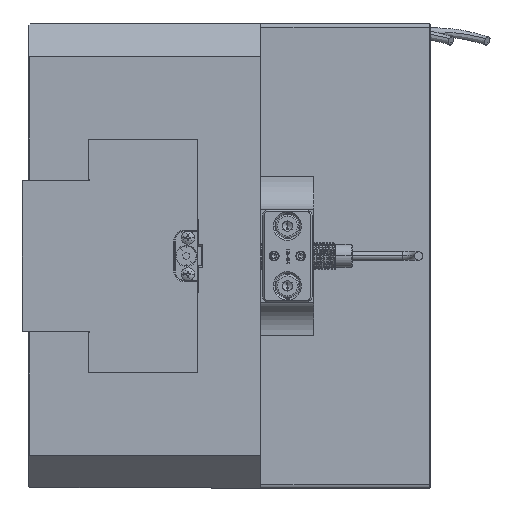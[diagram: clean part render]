
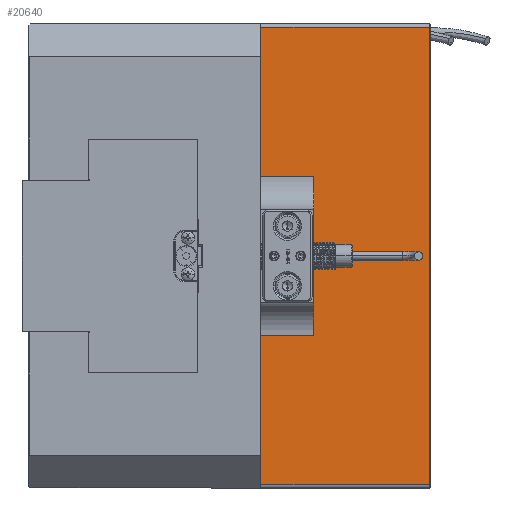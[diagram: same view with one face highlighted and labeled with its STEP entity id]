
A CAD part, left-side view. The second image highlights one B-rep face of the part: STEP entity #20640.
In plain terms, the highlighted planar face has unit normal (-1, 0, 0).
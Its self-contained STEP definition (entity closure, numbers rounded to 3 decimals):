
#1988 = CARTESIAN_POINT ( 'NONE',  ( -105., 0., 23.887 ) ) ;
#2056 = VERTEX_POINT ( 'NONE', #104241 ) ;
#4229 = VERTEX_POINT ( 'NONE', #25611 ) ;
#6366 = EDGE_CURVE ( 'NONE', #4229, #112026, #16101, .T. ) ;
#7158 = DIRECTION ( 'NONE',  ( 0., 0., -1. ) ) ;
#10094 = CARTESIAN_POINT ( 'NONE',  ( -105., 51., 69. ) ) ;
#10995 = CARTESIAN_POINT ( 'NONE',  ( -105., 0., 69. ) ) ;
#12866 = CARTESIAN_POINT ( 'NONE',  ( -105., 0., -23.887 ) ) ;
#14849 = EDGE_CURVE ( 'NONE', #63693, #15061, #71401, .T. ) ;
#15061 = VERTEX_POINT ( 'NONE', #44017 ) ;
#16101 = LINE ( 'NONE', #10995, #108818 ) ;
#16343 = EDGE_LOOP ( 'NONE', ( #19128, #102119, #51616, #41840, #113628, #79850, #77157, #91207 ) ) ;
#18290 = VERTEX_POINT ( 'NONE', #73529 ) ;
#19128 = ORIENTED_EDGE ( 'NONE', *, *, #82859, .F. ) ;
#20640 = ADVANCED_FACE ( 'NONE', ( #36385 ), #114780, .F. ) ;
#20721 = CARTESIAN_POINT ( 'NONE',  ( -105., 51., -23.887 ) ) ;
#21914 = DIRECTION ( 'NONE',  ( 0., 1., 0. ) ) ;
#25611 = CARTESIAN_POINT ( 'NONE',  ( -105., 0.15, 69. ) ) ;
#32093 = VERTEX_POINT ( 'NONE', #20721 ) ;
#36385 = FACE_OUTER_BOUND ( 'NONE', #16343, .T. ) ;
#37984 = VECTOR ( 'NONE', #95299, 1000. ) ;
#38679 = DIRECTION ( 'NONE',  ( 0., 0., 1. ) ) ;
#38952 = VECTOR ( 'NONE', #47463, 1000. ) ;
#40207 = CARTESIAN_POINT ( 'NONE',  ( -105., 35., 14. ) ) ;
#41345 = VERTEX_POINT ( 'NONE', #65562 ) ;
#41840 = ORIENTED_EDGE ( 'NONE', *, *, #62590, .T. ) ;
#44017 = CARTESIAN_POINT ( 'NONE',  ( -105., 35., 23.887 ) ) ;
#47463 = DIRECTION ( 'NONE',  ( 0., -1., 0. ) ) ;
#47505 = VECTOR ( 'NONE', #91529, 1000. ) ;
#48862 = EDGE_CURVE ( 'NONE', #18290, #4229, #92559, .T. ) ;
#49244 = DIRECTION ( 'NONE',  ( 0., 0., -1. ) ) ;
#51616 = ORIENTED_EDGE ( 'NONE', *, *, #111116, .T. ) ;
#53651 = EDGE_CURVE ( 'NONE', #41345, #18290, #60060, .T. ) ;
#56861 = VECTOR ( 'NONE', #21914, 1000. ) ;
#57700 = VECTOR ( 'NONE', #59703, 1000. ) ;
#59703 = DIRECTION ( 'NONE',  ( 0., 0., 1. ) ) ;
#59735 = LINE ( 'NONE', #12866, #56861 ) ;
#60060 = LINE ( 'NONE', #92204, #38952 ) ;
#60363 = LINE ( 'NONE', #40207, #105354 ) ;
#60990 = DIRECTION ( 'NONE',  ( 1., 0., 0. ) ) ;
#62294 = CARTESIAN_POINT ( 'NONE',  ( -105., 51., 23.887 ) ) ;
#62590 = EDGE_CURVE ( 'NONE', #2056, #32093, #59735, .T. ) ;
#63693 = VERTEX_POINT ( 'NONE', #62294 ) ;
#65562 = CARTESIAN_POINT ( 'NONE',  ( -105., 51., -69. ) ) ;
#67993 = AXIS2_PLACEMENT_3D ( 'NONE', #78218, #60990, #7158 ) ;
#68704 = VECTOR ( 'NONE', #38679, 1000. ) ;
#71401 = LINE ( 'NONE', #1988, #47505 ) ;
#73529 = CARTESIAN_POINT ( 'NONE',  ( -105., 0.15, -69. ) ) ;
#73625 = EDGE_CURVE ( 'NONE', #41345, #32093, #82907, .T. ) ;
#73810 = DIRECTION ( 'NONE',  ( 0., 1., 0. ) ) ;
#77157 = ORIENTED_EDGE ( 'NONE', *, *, #48862, .T. ) ;
#77954 = CARTESIAN_POINT ( 'NONE',  ( -105., 51., -70. ) ) ;
#78218 = CARTESIAN_POINT ( 'NONE',  ( -105., 0., -70. ) ) ;
#79850 = ORIENTED_EDGE ( 'NONE', *, *, #53651, .T. ) ;
#81533 = LINE ( 'NONE', #104516, #57700 ) ;
#82859 = EDGE_CURVE ( 'NONE', #63693, #112026, #81533, .T. ) ;
#82907 = LINE ( 'NONE', #77954, #37984 ) ;
#91207 = ORIENTED_EDGE ( 'NONE', *, *, #6366, .T. ) ;
#91529 = DIRECTION ( 'NONE',  ( 0., -1., 0. ) ) ;
#92204 = CARTESIAN_POINT ( 'NONE',  ( -105., 0., -69. ) ) ;
#92559 = LINE ( 'NONE', #101581, #68704 ) ;
#95299 = DIRECTION ( 'NONE',  ( 0., 0., 1. ) ) ;
#101581 = CARTESIAN_POINT ( 'NONE',  ( -105., 0.15, -70. ) ) ;
#102119 = ORIENTED_EDGE ( 'NONE', *, *, #14849, .T. ) ;
#104241 = CARTESIAN_POINT ( 'NONE',  ( -105., 35., -23.887 ) ) ;
#104516 = CARTESIAN_POINT ( 'NONE',  ( -105., 51., -70. ) ) ;
#105354 = VECTOR ( 'NONE', #49244, 1000. ) ;
#108818 = VECTOR ( 'NONE', #73810, 1000. ) ;
#111116 = EDGE_CURVE ( 'NONE', #15061, #2056, #60363, .T. ) ;
#112026 = VERTEX_POINT ( 'NONE', #10094 ) ;
#113628 = ORIENTED_EDGE ( 'NONE', *, *, #73625, .F. ) ;
#114780 = PLANE ( 'NONE',  #67993 ) ;
